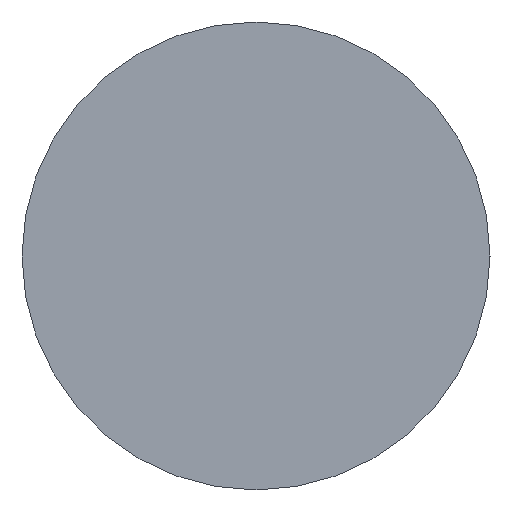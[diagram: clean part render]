
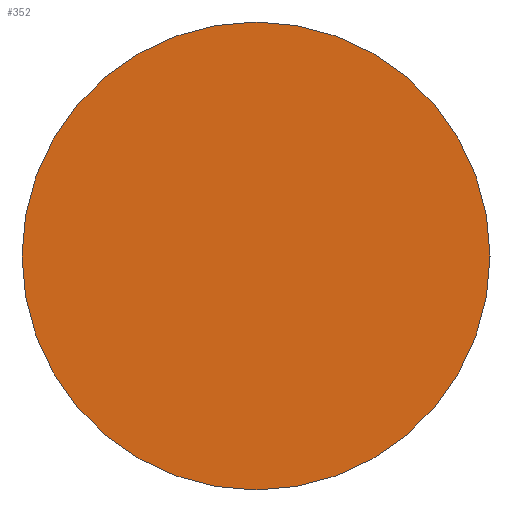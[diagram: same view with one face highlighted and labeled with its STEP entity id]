
A CAD part, left-side view. The second image highlights one B-rep face of the part: STEP entity #352.
In plain terms, the highlighted planar face has unit normal (-1, 0, 0).
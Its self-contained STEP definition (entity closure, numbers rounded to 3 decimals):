
#1 = DIRECTION ( 'NONE',  ( 1., 0., 0. ) ) ;
#17 = FACE_OUTER_BOUND ( 'NONE', #326, .T. ) ;
#28 = EDGE_CURVE ( 'NONE', #139, #248, #56, .T. ) ;
#44 = CARTESIAN_POINT ( 'NONE',  ( 0., 0., -12.7 ) ) ;
#51 = DIRECTION ( 'NONE',  ( -1., 0., 0. ) ) ;
#56 = CIRCLE ( 'NONE', #404, 12.7 ) ;
#94 = AXIS2_PLACEMENT_3D ( 'NONE', #369, #1, #249 ) ;
#100 = PLANE ( 'NONE',  #94 ) ;
#113 = EDGE_CURVE ( 'NONE', #248, #139, #178, .T. ) ;
#139 = VERTEX_POINT ( 'NONE', #301 ) ;
#163 = ORIENTED_EDGE ( 'NONE', *, *, #28, .T. ) ;
#172 = CARTESIAN_POINT ( 'NONE',  ( 0., 0., 0. ) ) ;
#178 = CIRCLE ( 'NONE', #332, 12.7 ) ;
#204 = DIRECTION ( 'NONE',  ( 0., 0., 1. ) ) ;
#248 = VERTEX_POINT ( 'NONE', #44 ) ;
#249 = DIRECTION ( 'NONE',  ( 0., 0., -1. ) ) ;
#300 = DIRECTION ( 'NONE',  ( -1., 0., 0. ) ) ;
#301 = CARTESIAN_POINT ( 'NONE',  ( 0., 0., 12.7 ) ) ;
#303 = DIRECTION ( 'NONE',  ( 0., 0., 1. ) ) ;
#326 = EDGE_LOOP ( 'NONE', ( #163, #331 ) ) ;
#331 = ORIENTED_EDGE ( 'NONE', *, *, #113, .T. ) ;
#332 = AXIS2_PLACEMENT_3D ( 'NONE', #365, #300, #204 ) ;
#352 = ADVANCED_FACE ( 'NONE', ( #17 ), #100, .F. ) ;
#365 = CARTESIAN_POINT ( 'NONE',  ( 0., 0., 0. ) ) ;
#369 = CARTESIAN_POINT ( 'NONE',  ( 0., 12.7, 0. ) ) ;
#404 = AXIS2_PLACEMENT_3D ( 'NONE', #172, #51, #303 ) ;
